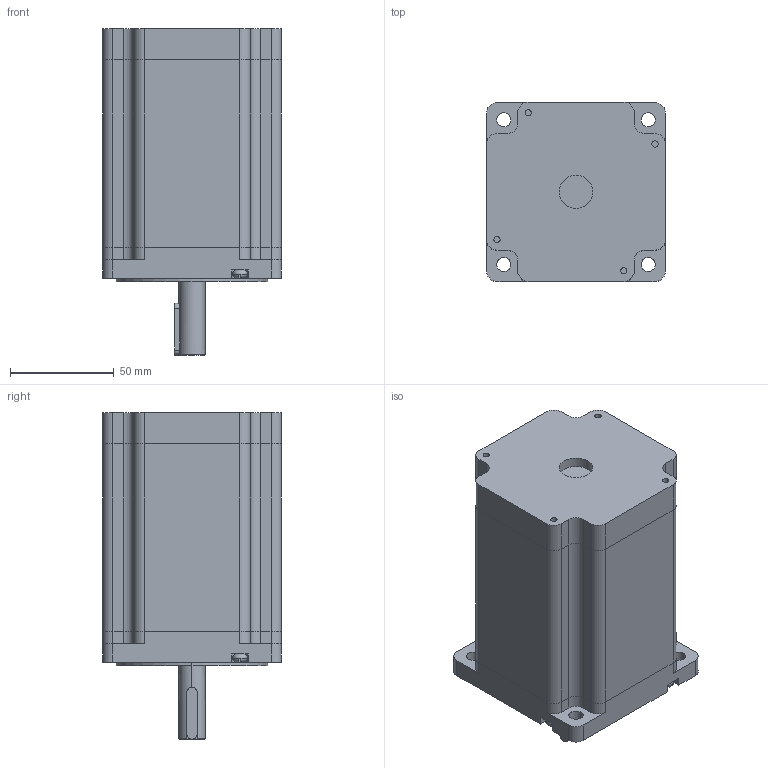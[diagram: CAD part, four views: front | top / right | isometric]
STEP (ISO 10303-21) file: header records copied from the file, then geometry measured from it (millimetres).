
FILE_DESCRIPTION (( 'STEP AP214' ), '1' );
FILE_NAME ('86J18118-460(K).STEP', '2016-04-26T06:56:10', ( 'User' ), ( 'china' ), 'SwSTEP 2.0', 'SolidWorks 2010', '' );
FILE_SCHEMA (( 'AUTOMOTIVE_DESIGN' ));
Length unit declared in the file: millimetre
Products named in the file (6): 錨璃2; 錨璃1; 86J18118-460(K); 86綴裔; 86奻裔; 86儂旯
Assembly tree (8 placements, depth 2):
  86J18118-460(K)
    錨璃1  x4
    86儂旯
    錨璃2
    86奻裔
    86綴裔
Bounding box: 86 x 86 x 157 mm (x, y, z)
Volume: 791020.1 mm3; surface area: 84036.8 mm2
Topology: 8 solids, 8 shells, 227 faces, 584 edges, 378 vertices
Faces by surface type: plane 126, cylinder 73, torus 24, cone 4
Entity records: 5678 total; most frequent: CARTESIAN_POINT 1074, DIRECTION 958, ORIENTED_EDGE 892, EDGE_CURVE 446, AXIS2_PLACEMENT_3D 346, VERTEX_POINT 294, VECTOR 266, LINE 266
